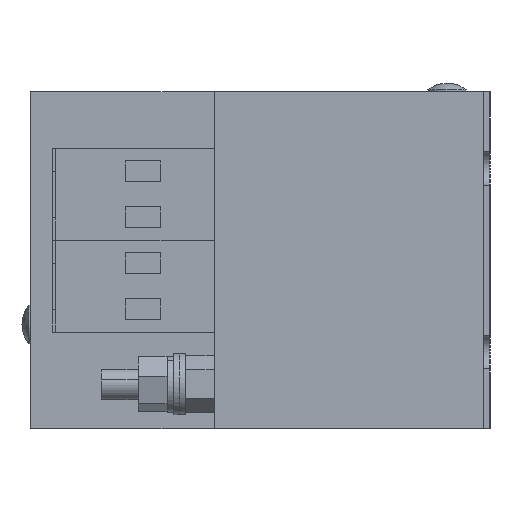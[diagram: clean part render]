
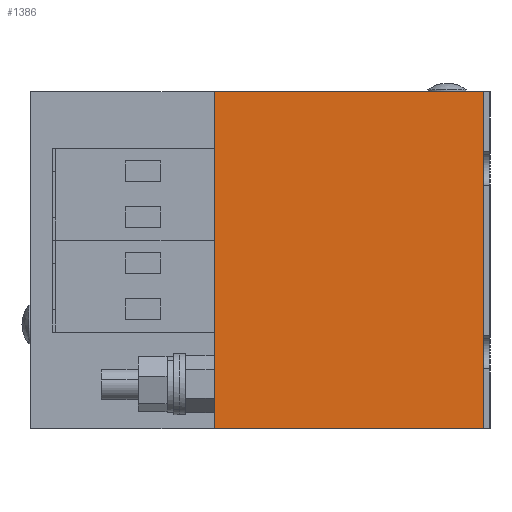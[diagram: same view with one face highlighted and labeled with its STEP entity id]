
A CAD part, left-side view. The second image highlights one B-rep face of the part: STEP entity #1386.
In plain terms, the highlighted planar face has unit normal (-1, 0, 0).
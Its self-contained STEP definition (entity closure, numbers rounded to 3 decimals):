
#345 = EDGE_CURVE ( 'NONE', #5271, #4936, #3201, .T. ) ;
#432 = ORIENTED_EDGE ( 'NONE', *, *, #6846, .T. ) ;
#1067 = FACE_OUTER_BOUND ( 'NONE', #3769, .T. ) ;
#1137 = DIRECTION ( 'NONE',  ( 0., 0., 1. ) ) ;
#1245 = VECTOR ( 'NONE', #1137, 1000. ) ;
#1386 = ADVANCED_FACE ( 'NONE', ( #1067 ), #2955, .T. ) ;
#1774 = LINE ( 'NONE', #4410, #6312 ) ;
#1955 = ORIENTED_EDGE ( 'NONE', *, *, #5145, .F. ) ;
#1963 = DIRECTION ( 'NONE',  ( 0., -1., 0. ) ) ;
#2471 = DIRECTION ( 'NONE',  ( 0., 0., 1. ) ) ;
#2955 = PLANE ( 'NONE',  #5393 ) ;
#2995 = CARTESIAN_POINT ( 'NONE',  ( -95., 44., 28. ) ) ;
#2996 = CARTESIAN_POINT ( 'NONE',  ( -95., 0., -27. ) ) ;
#3132 = ORIENTED_EDGE ( 'NONE', *, *, #5757, .F. ) ;
#3201 = LINE ( 'NONE', #5719, #7269 ) ;
#3769 = EDGE_LOOP ( 'NONE', ( #432, #3132, #1955, #6594 ) ) ;
#4035 = CARTESIAN_POINT ( 'NONE',  ( -95., 44., 28. ) ) ;
#4410 = CARTESIAN_POINT ( 'NONE',  ( -95., 0., -27. ) ) ;
#4414 = VERTEX_POINT ( 'NONE', #6180 ) ;
#4429 = CARTESIAN_POINT ( 'NONE',  ( -95., 44., -27. ) ) ;
#4936 = VERTEX_POINT ( 'NONE', #2996 ) ;
#5145 = EDGE_CURVE ( 'NONE', #5271, #6839, #6150, .T. ) ;
#5271 = VERTEX_POINT ( 'NONE', #4429 ) ;
#5393 = AXIS2_PLACEMENT_3D ( 'NONE', #6162, #6659, #6213 ) ;
#5719 = CARTESIAN_POINT ( 'NONE',  ( -95., 44., -27. ) ) ;
#5757 = EDGE_CURVE ( 'NONE', #6839, #4414, #7740, .T. ) ;
#6150 = LINE ( 'NONE', #6680, #1245 ) ;
#6162 = CARTESIAN_POINT ( 'NONE',  ( -95., 44., -27. ) ) ;
#6180 = CARTESIAN_POINT ( 'NONE',  ( -95., 0., 28. ) ) ;
#6213 = DIRECTION ( 'NONE',  ( 0., 0., 1. ) ) ;
#6312 = VECTOR ( 'NONE', #2471, 1000. ) ;
#6594 = ORIENTED_EDGE ( 'NONE', *, *, #345, .T. ) ;
#6659 = DIRECTION ( 'NONE',  ( -1., 0., 0. ) ) ;
#6680 = CARTESIAN_POINT ( 'NONE',  ( -95., 44., -27. ) ) ;
#6839 = VERTEX_POINT ( 'NONE', #2995 ) ;
#6846 = EDGE_CURVE ( 'NONE', #4936, #4414, #1774, .T. ) ;
#7169 = DIRECTION ( 'NONE',  ( 0., -1., 0. ) ) ;
#7269 = VECTOR ( 'NONE', #1963, 1000. ) ;
#7608 = VECTOR ( 'NONE', #7169, 1000. ) ;
#7740 = LINE ( 'NONE', #4035, #7608 ) ;
